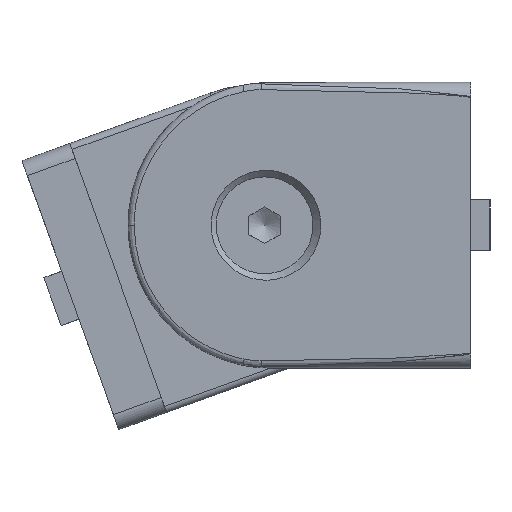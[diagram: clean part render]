
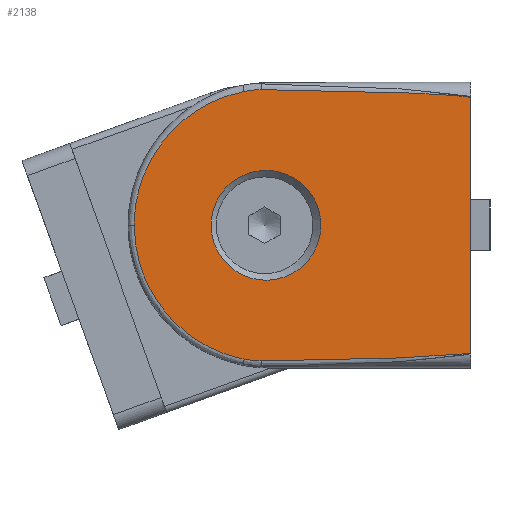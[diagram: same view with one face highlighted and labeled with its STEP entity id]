
A CAD part, left-side view. The second image highlights one B-rep face of the part: STEP entity #2138.
In plain terms, the highlighted planar face has unit normal (-1, 0.026, 0).
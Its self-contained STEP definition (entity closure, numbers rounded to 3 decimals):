
#59=LINE('',#3312,#249);
#80=LINE('',#3489,#270);
#81=LINE('',#3490,#271);
#249=VECTOR('',#2536,40.);
#270=VECTOR('',#2573,0.041);
#271=VECTOR('',#2574,0.041);
#435=PLANE('',#2289);
#500=FACE_BOUND('',#712,.T.);
#517=ELLIPSE('',#2261,8.658,8.652);
#582=FACE_OUTER_BOUND('',#711,.T.);
#711=EDGE_LOOP('',(#1553,#1554,#1555,#1556,#1557,#1558,#1559,#1560,#1561));
#712=EDGE_LOOP('',(#1562));
#937=B_SPLINE_CURVE_WITH_KNOTS('',3,(#3245,#3246,#3247,#3248,#3249,#3250,
#3251,#3252,#3253,#3254,#3255,#3256,#3257),.UNSPECIFIED.,.F.,.F.,(4,3,3,
3,4),(0.,0.344,0.687,1.031,1.374),
 .UNSPECIFIED.);
#940=B_SPLINE_CURVE_WITH_KNOTS('',3,(#3433,#3434,#3435,#3436,#3437,#3438,
#3439,#3440,#3441,#3442,#3443,#3444,#3445),.UNSPECIFIED.,.F.,.F.,(4,3,3,
3,4),(0.021,0.304,0.577,0.85,
1.134),.UNSPECIFIED.);
#941=B_SPLINE_CURVE_WITH_KNOTS('',3,(#3447,#3448,#3449,#3450,#3451,#3452,
#3453),.UNSPECIFIED.,.F.,.F.,(4,3,4),(0.,0.001,0.003),
 .UNSPECIFIED.);
#942=B_SPLINE_CURVE_WITH_KNOTS('',3,(#3454,#3455,#3456,#3457,#3458,#3459,
#3460,#3461,#3462,#3463,#3464,#3465,#3466),.UNSPECIFIED.,.F.,.F.,(4,3,3,
3,4),(4.909,5.253,5.596,5.94,
6.283),.UNSPECIFIED.);
#943=B_SPLINE_CURVE_WITH_KNOTS('',3,(#3468,#3469,#3470,#3471,#3472,#3473,
#3474),.UNSPECIFIED.,.F.,.F.,(4,3,4),(0.,0.001,
0.003),.UNSPECIFIED.);
#944=B_SPLINE_CURVE_WITH_KNOTS('',3,(#3476,#3477,#3478,#3479,#3480,#3481,
#3482,#3483,#3484,#3485,#3486,#3487,#3488),.UNSPECIFIED.,.F.,.F.,(4,3,3,
3,4),(5.149,5.433,5.706,5.979,
6.262),.UNSPECIFIED.);
#961=VERTEX_POINT('',#3203);
#965=VERTEX_POINT('',#3243);
#966=VERTEX_POINT('',#3244);
#979=VERTEX_POINT('',#3296);
#986=VERTEX_POINT('',#3310);
#1007=VERTEX_POINT('',#3431);
#1008=VERTEX_POINT('',#3432);
#1009=VERTEX_POINT('',#3446);
#1010=VERTEX_POINT('',#3467);
#1011=VERTEX_POINT('',#3475);
#1171=EDGE_CURVE('',#961,#961,#517,.T.);
#1175=EDGE_CURVE('',#965,#966,#937,.T.);
#1198=EDGE_CURVE('',#986,#979,#59,.T.);
#1227=EDGE_CURVE('',#1007,#1008,#940,.T.);
#1228=EDGE_CURVE('',#1008,#1009,#941,.T.);
#1229=EDGE_CURVE('',#1009,#965,#942,.T.);
#1230=EDGE_CURVE('',#966,#1010,#943,.T.);
#1231=EDGE_CURVE('',#1010,#1011,#944,.T.);
#1232=EDGE_CURVE('',#1011,#979,#80,.T.);
#1233=EDGE_CURVE('',#986,#1007,#81,.T.);
#1553=ORIENTED_EDGE('',*,*,#1227,.T.);
#1554=ORIENTED_EDGE('',*,*,#1228,.T.);
#1555=ORIENTED_EDGE('',*,*,#1229,.T.);
#1556=ORIENTED_EDGE('',*,*,#1175,.T.);
#1557=ORIENTED_EDGE('',*,*,#1230,.T.);
#1558=ORIENTED_EDGE('',*,*,#1231,.T.);
#1559=ORIENTED_EDGE('',*,*,#1232,.T.);
#1560=ORIENTED_EDGE('',*,*,#1198,.F.);
#1561=ORIENTED_EDGE('',*,*,#1233,.T.);
#1562=ORIENTED_EDGE('',*,*,#1171,.F.);
#2138=ADVANCED_FACE('',(#582,#500),#435,.F.);
#2261=AXIS2_PLACEMENT_3D('',#3204,#2485,#2486);
#2289=AXIS2_PLACEMENT_3D('',#3430,#2571,#2572);
#2485=DIRECTION('center_axis',(-1.,0.026,0.));
#2486=DIRECTION('ref_axis',(0.026,1.,0.));
#2536=DIRECTION('',(0.,0.,-1.));
#2571=DIRECTION('center_axis',(1.,-0.026,0.));
#2572=DIRECTION('ref_axis',(0.026,1.,0.));
#2573=DIRECTION('',(-0.017,-0.632,0.775));
#2574=DIRECTION('',(0.017,0.632,0.775));
#3203=CARTESIAN_POINT('',(-21.649,32.5,31.149));
#3204=CARTESIAN_POINT('Origin',(-21.655,32.273,22.5));
#3243=CARTESIAN_POINT('',(-21.111,53.026,22.5));
#3244=CARTESIAN_POINT('',(-21.564,35.729,1.415));
#3245=CARTESIAN_POINT('Ctrl Pts',(-21.111,53.026,22.5));
#3246=CARTESIAN_POINT('Ctrl Pts',(-21.111,53.026,20.038));
#3247=CARTESIAN_POINT('Ctrl Pts',(-21.123,52.599,17.577));
#3248=CARTESIAN_POINT('Ctrl Pts',(-21.144,51.77,15.259));
#3249=CARTESIAN_POINT('Ctrl Pts',(-21.166,50.941,12.941));
#3250=CARTESIAN_POINT('Ctrl Pts',(-21.198,49.71,10.767));
#3251=CARTESIAN_POINT('Ctrl Pts',(-21.239,48.149,8.864));
#3252=CARTESIAN_POINT('Ctrl Pts',(-21.28,46.587,6.96));
#3253=CARTESIAN_POINT('Ctrl Pts',(-21.33,44.696,5.328));
#3254=CARTESIAN_POINT('Ctrl Pts',(-21.385,42.585,4.062));
#3255=CARTESIAN_POINT('Ctrl Pts',(-21.44,40.473,2.796));
#3256=CARTESIAN_POINT('Ctrl Pts',(-21.501,38.143,1.896));
#3257=CARTESIAN_POINT('Ctrl Pts',(-21.564,35.729,1.415));
#3296=CARTESIAN_POINT('',(-22.5,0.,2.5));
#3310=CARTESIAN_POINT('',(-22.5,0.,42.5));
#3312=CARTESIAN_POINT('',(-22.5,0.,45.));
#3430=CARTESIAN_POINT('Origin',(-22.5,0.,0.));
#3431=CARTESIAN_POINT('',(-22.499,0.026,42.532));
#3432=CARTESIAN_POINT('',(-21.635,33.049,43.859));
#3433=CARTESIAN_POINT('Ctrl Pts',(-22.499,0.026,
42.532));
#3434=CARTESIAN_POINT('Ctrl Pts',(-22.496,0.136,42.666));
#3435=CARTESIAN_POINT('Ctrl Pts',(-22.475,0.959,42.807));
#3436=CARTESIAN_POINT('Ctrl Pts',(-22.433,2.563,42.943));
#3437=CARTESIAN_POINT('Ctrl Pts',(-22.392,4.112,43.074));
#3438=CARTESIAN_POINT('Ctrl Pts',(-22.333,6.391,43.202));
#3439=CARTESIAN_POINT('Ctrl Pts',(-22.256,9.304,43.319));
#3440=CARTESIAN_POINT('Ctrl Pts',(-22.18,12.222,43.436));
#3441=CARTESIAN_POINT('Ctrl Pts',(-22.087,15.773,43.542));
#3442=CARTESIAN_POINT('Ctrl Pts',(-21.983,19.734,43.632));
#3443=CARTESIAN_POINT('Ctrl Pts',(-21.876,23.845,43.726));
#3444=CARTESIAN_POINT('Ctrl Pts',(-21.757,28.391,43.802));
#3445=CARTESIAN_POINT('Ctrl Pts',(-21.635,33.049,43.859));
#3446=CARTESIAN_POINT('',(-21.564,35.729,43.585));
#3447=CARTESIAN_POINT('Ctrl Pts',(-21.635,33.049,43.859));
#3448=CARTESIAN_POINT('Ctrl Pts',(-21.623,33.5,43.865));
#3449=CARTESIAN_POINT('Ctrl Pts',(-21.611,33.949,43.84));
#3450=CARTESIAN_POINT('Ctrl Pts',(-21.599,34.396,43.792));
#3451=CARTESIAN_POINT('Ctrl Pts',(-21.588,34.842,43.744));
#3452=CARTESIAN_POINT('Ctrl Pts',(-21.576,35.288,43.673));
#3453=CARTESIAN_POINT('Ctrl Pts',(-21.564,35.729,43.585));
#3454=CARTESIAN_POINT('Ctrl Pts',(-21.564,35.729,43.585));
#3455=CARTESIAN_POINT('Ctrl Pts',(-21.501,38.143,43.104));
#3456=CARTESIAN_POINT('Ctrl Pts',(-21.44,40.473,42.204));
#3457=CARTESIAN_POINT('Ctrl Pts',(-21.385,42.585,40.938));
#3458=CARTESIAN_POINT('Ctrl Pts',(-21.33,44.696,39.672));
#3459=CARTESIAN_POINT('Ctrl Pts',(-21.28,46.587,38.04));
#3460=CARTESIAN_POINT('Ctrl Pts',(-21.239,48.149,36.136));
#3461=CARTESIAN_POINT('Ctrl Pts',(-21.198,49.71,34.233));
#3462=CARTESIAN_POINT('Ctrl Pts',(-21.166,50.941,32.059));
#3463=CARTESIAN_POINT('Ctrl Pts',(-21.144,51.77,29.741));
#3464=CARTESIAN_POINT('Ctrl Pts',(-21.123,52.599,27.423));
#3465=CARTESIAN_POINT('Ctrl Pts',(-21.111,53.026,24.962));
#3466=CARTESIAN_POINT('Ctrl Pts',(-21.111,53.026,22.5));
#3467=CARTESIAN_POINT('',(-21.635,33.049,1.141));
#3468=CARTESIAN_POINT('Ctrl Pts',(-21.564,35.729,1.415));
#3469=CARTESIAN_POINT('Ctrl Pts',(-21.576,35.288,1.327));
#3470=CARTESIAN_POINT('Ctrl Pts',(-21.588,34.845,1.256));
#3471=CARTESIAN_POINT('Ctrl Pts',(-21.599,34.399,1.208));
#3472=CARTESIAN_POINT('Ctrl Pts',(-21.611,33.952,1.16));
#3473=CARTESIAN_POINT('Ctrl Pts',(-21.623,33.501,1.135));
#3474=CARTESIAN_POINT('Ctrl Pts',(-21.635,33.049,1.141));
#3475=CARTESIAN_POINT('',(-22.499,0.026,2.468));
#3476=CARTESIAN_POINT('Ctrl Pts',(-21.635,33.049,1.141));
#3477=CARTESIAN_POINT('Ctrl Pts',(-21.757,28.391,1.198));
#3478=CARTESIAN_POINT('Ctrl Pts',(-21.876,23.845,1.274));
#3479=CARTESIAN_POINT('Ctrl Pts',(-21.983,19.734,1.368));
#3480=CARTESIAN_POINT('Ctrl Pts',(-22.087,15.773,1.458));
#3481=CARTESIAN_POINT('Ctrl Pts',(-22.18,12.222,1.564));
#3482=CARTESIAN_POINT('Ctrl Pts',(-22.256,9.304,1.681));
#3483=CARTESIAN_POINT('Ctrl Pts',(-22.333,6.391,1.798));
#3484=CARTESIAN_POINT('Ctrl Pts',(-22.392,4.112,1.926));
#3485=CARTESIAN_POINT('Ctrl Pts',(-22.433,2.563,2.057));
#3486=CARTESIAN_POINT('Ctrl Pts',(-22.475,0.959,2.193));
#3487=CARTESIAN_POINT('Ctrl Pts',(-22.496,0.136,2.334));
#3488=CARTESIAN_POINT('Ctrl Pts',(-22.499,0.026,
2.468));
#3489=CARTESIAN_POINT('',(-22.499,0.026,2.468));
#3490=CARTESIAN_POINT('',(-22.5,0.,42.5));
